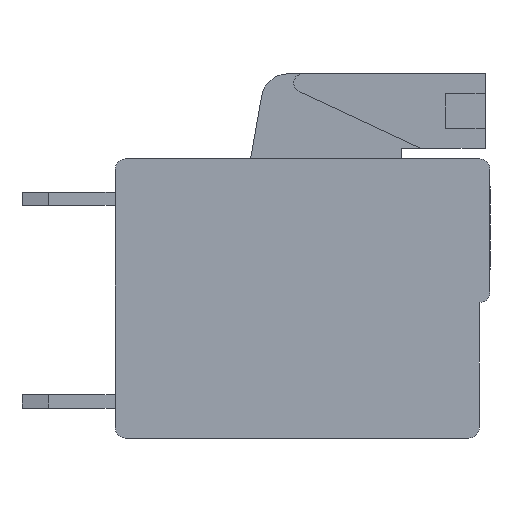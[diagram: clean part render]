
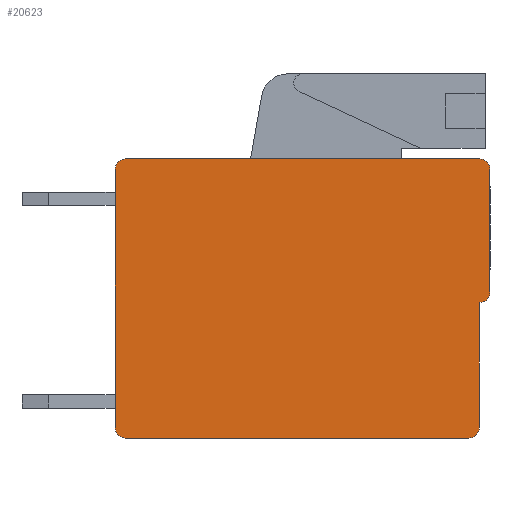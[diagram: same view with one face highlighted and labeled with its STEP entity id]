
A CAD part, front view. The second image highlights one B-rep face of the part: STEP entity #20623.
In plain terms, the highlighted planar face has unit normal (0, -1, 0).
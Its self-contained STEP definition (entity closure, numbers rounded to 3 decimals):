
#351=DIRECTION('',(-1.,0.,0.));
#352=VECTOR('',#351,13.3);
#353=CARTESIAN_POINT('',(13.7,-81.28,
0.));
#354=LINE('',#353,#352);
#3945=DIRECTION('',(0.,0.,1.));
#3946=VECTOR('',#3945,4.6);
#3947=CARTESIAN_POINT('',(14.1,-81.28,-5.));
#3948=LINE('',#3947,#3946);
#4761=DIRECTION('',(0.,0.,1.));
#4762=VECTOR('',#4761,4.7);
#4763=CARTESIAN_POINT('',(13.7,-81.28,-10.1));
#4764=LINE('',#4763,#4762);
#4769=DIRECTION('',(1.,0.,0.));
#4770=VECTOR('',#4769,12.9);
#4771=CARTESIAN_POINT('',(0.4,-81.28,
-10.5));
#4772=LINE('',#4771,#4770);
#5357=DIRECTION('',(0.,0.,-1.));
#5358=VECTOR('',#5357,9.7);
#5359=CARTESIAN_POINT('',(0.,-81.28,
-0.4));
#5360=LINE('',#5359,#5358);
#7161=CARTESIAN_POINT('',(0.4,-81.28,
-10.1));
#7162=DIRECTION('',(0.,1.,0.));
#7163=DIRECTION('',(0.,0.,-1.));
#7164=AXIS2_PLACEMENT_3D('',#7161,#7162,#7163);
#7166=CARTESIAN_POINT('',(0.4,-81.28,
-0.4));
#7167=DIRECTION('',(0.,1.,0.));
#7168=DIRECTION('',(-1.,0.,0.));
#7169=AXIS2_PLACEMENT_3D('',#7166,#7167,#7168);
#7171=CARTESIAN_POINT('',(13.7,-81.28,-0.4));
#7172=DIRECTION('',(0.,1.,0.));
#7173=DIRECTION('',(0.,0.,1.));
#7174=AXIS2_PLACEMENT_3D('',#7171,#7172,#7173);
#7176=CARTESIAN_POINT('',(13.7,-81.28,-5.));
#7177=DIRECTION('',(0.,1.,0.));
#7178=DIRECTION('',(1.,0.,0.));
#7179=AXIS2_PLACEMENT_3D('',#7176,#7177,#7178);
#7181=CARTESIAN_POINT('',(13.3,-81.28,-10.1));
#7182=DIRECTION('',(0.,1.,0.));
#7183=DIRECTION('',(1.,0.,0.));
#7184=AXIS2_PLACEMENT_3D('',#7181,#7182,#7183);
#9675=CARTESIAN_POINT('',(13.7,-81.28,
0.));
#9676=CARTESIAN_POINT('',(0.4,-81.28,
0.));
#9677=VERTEX_POINT('',#9675);
#9678=VERTEX_POINT('',#9676);
#9679=CARTESIAN_POINT('',(0.,-81.28,
-0.4));
#9680=CARTESIAN_POINT('',(0.,-81.28,
-10.1));
#9681=VERTEX_POINT('',#9679);
#9682=VERTEX_POINT('',#9680);
#9699=CARTESIAN_POINT('',(0.4,-81.28,
-10.5));
#9700=VERTEX_POINT('',#9699);
#9701=CARTESIAN_POINT('',(14.1,-81.28,-0.4));
#9702=VERTEX_POINT('',#9701);
#9703=CARTESIAN_POINT('',(14.1,-81.28,-5.));
#9704=VERTEX_POINT('',#9703);
#9705=CARTESIAN_POINT('',(13.7,-81.28,-5.4));
#9706=VERTEX_POINT('',#9705);
#9707=CARTESIAN_POINT('',(13.7,-81.28,-10.1));
#9708=VERTEX_POINT('',#9707);
#9709=CARTESIAN_POINT('',(13.3,-81.28,
-10.5));
#9710=VERTEX_POINT('',#9709);
#20606=CARTESIAN_POINT('',(7.05,-81.28,-5.25));
#20607=DIRECTION('',(0.,1.,0.));
#20608=DIRECTION('',(1.,0.,0.));
#20609=AXIS2_PLACEMENT_3D('',#20606,#20607,#20608);
#20610=PLANE('',#20609);
#20611=ORIENTED_EDGE('',*,*,#16969,.T.);
#20612=ORIENTED_EDGE('',*,*,#17000,.F.);
#20613=ORIENTED_EDGE('',*,*,#20598,.T.);
#20614=ORIENTED_EDGE('',*,*,#9955,.F.);
#20615=ORIENTED_EDGE('',*,*,#14895,.T.);
#20616=ORIENTED_EDGE('',*,*,#14910,.F.);
#20617=ORIENTED_EDGE('',*,*,#16877,.T.);
#20618=ORIENTED_EDGE('',*,*,#16892,.F.);
#20619=ORIENTED_EDGE('',*,*,#16907,.T.);
#20620=ORIENTED_EDGE('',*,*,#16924,.F.);
#20621=EDGE_LOOP('',(#20611,#20612,#20613,#20614,#20615,#20616,#20617,#20618,
#20619,#20620));
#20622=FACE_OUTER_BOUND('',#20621,.F.);
#7165=CIRCLE('',#7164,0.4);
#7170=CIRCLE('',#7169,0.4);
#7175=CIRCLE('',#7174,0.4);
#7180=CIRCLE('',#7179,0.4);
#7185=CIRCLE('',#7184,0.4);
#9955=EDGE_CURVE('',#9677,#9678,#354,.T.);
#14895=EDGE_CURVE('',#9677,#9702,#7175,.T.);
#14910=EDGE_CURVE('',#9704,#9702,#3948,.T.);
#16877=EDGE_CURVE('',#9704,#9706,#7180,.T.);
#16892=EDGE_CURVE('',#9708,#9706,#4764,.T.);
#16907=EDGE_CURVE('',#9708,#9710,#7185,.T.);
#16924=EDGE_CURVE('',#9700,#9710,#4772,.T.);
#16969=EDGE_CURVE('',#9700,#9682,#7165,.T.);
#17000=EDGE_CURVE('',#9681,#9682,#5360,.T.);
#20598=EDGE_CURVE('',#9681,#9678,#7170,.T.);
#20623=ADVANCED_FACE('',(#20622),#20610,.F.);
